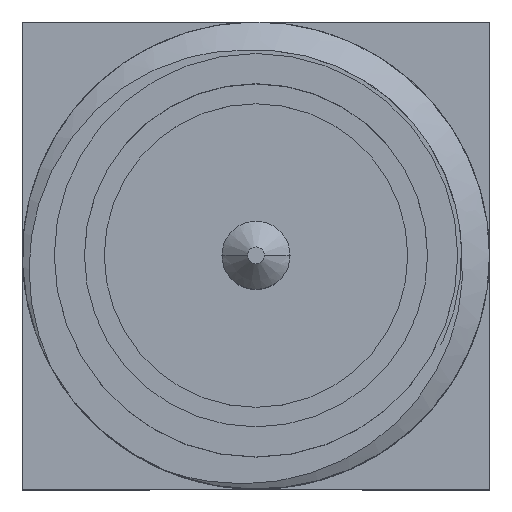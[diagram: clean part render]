
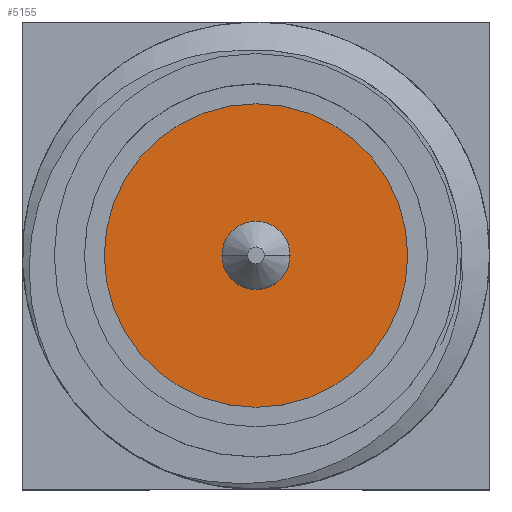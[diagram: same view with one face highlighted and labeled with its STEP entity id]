
A CAD part, top view. The second image highlights one B-rep face of the part: STEP entity #5155.
In plain terms, the highlighted planar face has unit normal (0, 0, 1).
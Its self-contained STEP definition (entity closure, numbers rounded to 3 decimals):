
#2324=CARTESIAN_POINT('',(0.,0.,7.549));
#2325=DIRECTION('',(0.,0.,1.));
#2326=DIRECTION('',(1.,0.,0.));
#2327=AXIS2_PLACEMENT_3D('',#2324,#2325,#2326);
#2332=CARTESIAN_POINT('',(0.,0.,7.549));
#2333=DIRECTION('',(0.,0.,1.));
#2334=DIRECTION('',(-1.,0.,0.));
#2335=AXIS2_PLACEMENT_3D('',#2332,#2333,#2334);
#2340=CARTESIAN_POINT('',(0.,0.,7.549));
#2341=DIRECTION('',(0.,0.,1.));
#2342=DIRECTION('',(1.,0.,0.));
#2343=AXIS2_PLACEMENT_3D('',#2340,#2341,#2342);
#2348=CARTESIAN_POINT('',(0.,0.,7.549));
#2349=DIRECTION('',(0.,0.,1.));
#2350=DIRECTION('',(-1.,0.,0.));
#2351=AXIS2_PLACEMENT_3D('',#2348,#2349,#2350);
#2555=CARTESIAN_POINT('',(2.064,0.,7.549));
#2556=CARTESIAN_POINT('',(-2.064,0.,7.549));
#2557=VERTEX_POINT('',#2555);
#2558=VERTEX_POINT('',#2556);
#2563=CARTESIAN_POINT('',(0.464,0.,7.549));
#2564=CARTESIAN_POINT('',(-0.464,0.,7.549));
#2565=VERTEX_POINT('',#2563);
#2566=VERTEX_POINT('',#2564);
#5140=CARTESIAN_POINT('',(0.,0.,7.549));
#5141=DIRECTION('',(0.,0.,1.));
#5142=DIRECTION('',(1.,0.,0.));
#5143=AXIS2_PLACEMENT_3D('',#5140,#5141,#5142);
#5144=PLANE('',#5143);
#5145=ORIENTED_EDGE('',*,*,#5120,.F.);
#5146=ORIENTED_EDGE('',*,*,#5134,.F.);
#5147=EDGE_LOOP('',(#5145,#5146));
#5148=FACE_OUTER_BOUND('',#5147,.F.);
#5150=ORIENTED_EDGE('',*,*,#5149,.T.);
#5152=ORIENTED_EDGE('',*,*,#5151,.T.);
#5153=EDGE_LOOP('',(#5150,#5152));
#5154=FACE_BOUND('',#5153,.F.);
#2328=CIRCLE('',#2327,2.064);
#2336=CIRCLE('',#2335,2.064);
#2344=CIRCLE('',#2343,0.464);
#2352=CIRCLE('',#2351,0.464);
#5120=EDGE_CURVE('',#2557,#2558,#2328,.T.);
#5134=EDGE_CURVE('',#2558,#2557,#2336,.T.);
#5149=EDGE_CURVE('',#2565,#2566,#2344,.T.);
#5151=EDGE_CURVE('',#2566,#2565,#2352,.T.);
#5155=ADVANCED_FACE('',(#5148,#5154),#5144,.T.);
